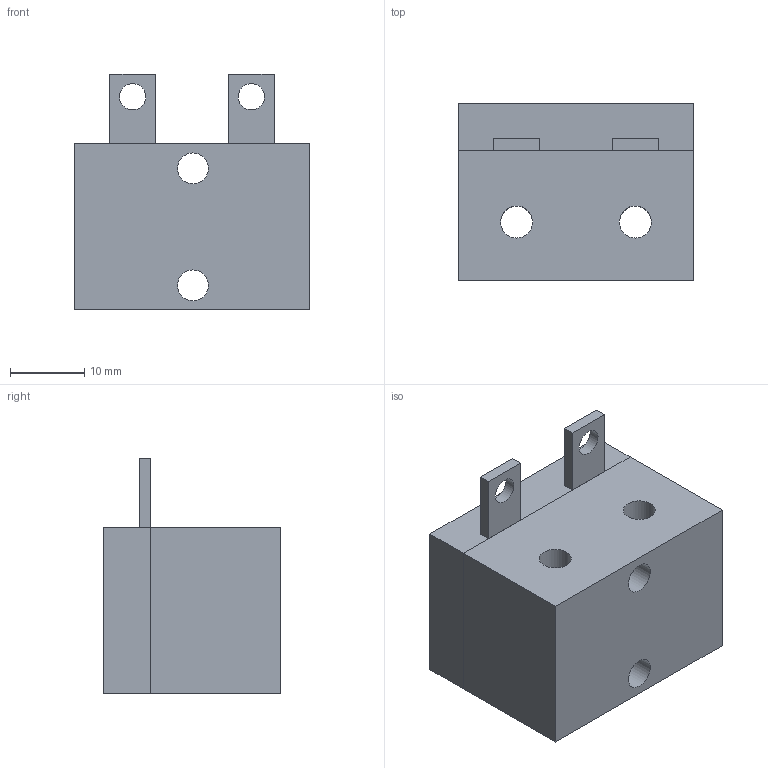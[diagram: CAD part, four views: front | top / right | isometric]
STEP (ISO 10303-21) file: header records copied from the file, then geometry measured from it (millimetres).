
FILE_DESCRIPTION(/* description */ (''),/* implementation_level */ '2;1');
FILE_NAME(/* name */ 'Whyachi MS-05.step',/* time_stamp */ '2020-01-22T20:34:24+00:00',/* author */ (''),/* organization */ (''),/* preprocessor_version */ 'ST-DEVELOPER v18',/* originating_system */ 'Autodesk Translation Framework v8.12.0.6',/* authorisation */ '');
FILE_SCHEMA (('AUTOMOTIVE_DESIGN { 1 0 10303 214 3 1 1 }'));
Length unit declared in the file: millimetre
Products named in the file (6): Whyachi MS-05; Top; Copper Bar; Copper Bar (1); Bottom; Screw
Assembly tree (5 placements, depth 2):
  Whyachi MS-05
    Top
    Copper Bar
    Copper Bar (1)
    Bottom
    Screw
Bounding box: 31.75 x 23.88 x 31.75 mm (x, y, z)
Volume: 15772.1 mm3; surface area: 7054.3 mm2
Topology: 5 solids, 5 shells, 48 faces, 106 edges, 71 vertices
Faces by surface type: plane 35, cylinder 12, cone 1
Full cylindrical faces by diameter (mm): 3.505 x1, 3.556 x2, 3.581 x2, 4.166 x4, 4.318 x2, 5.766 x1
Entity records: 1556 total; most frequent: DIRECTION 251, CARTESIAN_POINT 236, ORIENTED_EDGE 212, EDGE_CURVE 106, AXIS2_PLACEMENT_3D 86, LINE 79, VECTOR 79, VERTEX_POINT 71
